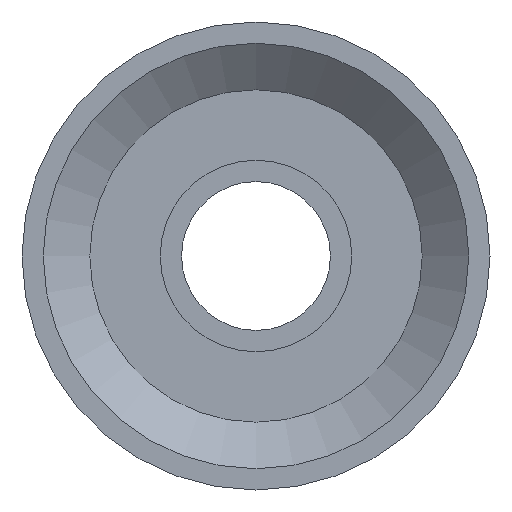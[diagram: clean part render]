
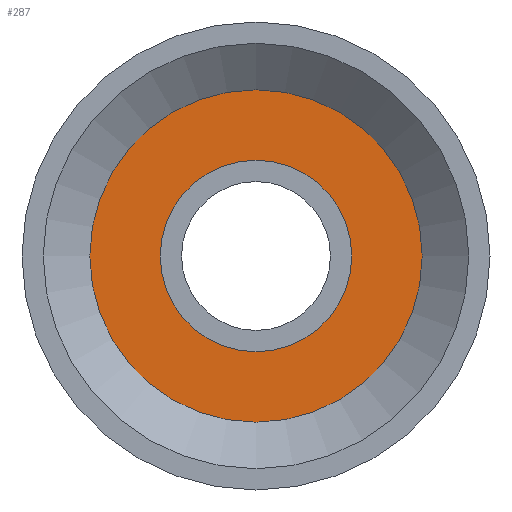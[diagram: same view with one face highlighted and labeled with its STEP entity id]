
A CAD part, left-side view. The second image highlights one B-rep face of the part: STEP entity #287.
In plain terms, the highlighted planar face has unit normal (-1, 0, 0).
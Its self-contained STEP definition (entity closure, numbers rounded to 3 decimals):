
#16 = EDGE_LOOP ( 'NONE', ( #240 ) ) ;
#50 = VERTEX_POINT ( 'NONE', #295 ) ;
#67 = DIRECTION ( 'NONE',  ( 0., 0., 1. ) ) ;
#74 = DIRECTION ( 'NONE',  ( 0., 0., -1. ) ) ;
#118 = VERTEX_POINT ( 'NONE', #324 ) ;
#136 = PLANE ( 'NONE',  #169 ) ;
#167 = CARTESIAN_POINT ( 'NONE',  ( -1.5, 22.5, 0. ) ) ;
#169 = AXIS2_PLACEMENT_3D ( 'NONE', #167, #257, #74 ) ;
#216 = CIRCLE ( 'NONE', #330, 22.5 ) ;
#232 = FACE_BOUND ( 'NONE', #16, .T. ) ;
#233 = DIRECTION ( 'NONE',  ( -1., 0., 0. ) ) ;
#240 = ORIENTED_EDGE ( 'NONE', *, *, #404, .F. ) ;
#241 = AXIS2_PLACEMENT_3D ( 'NONE', #386, #387, #355 ) ;
#257 = DIRECTION ( 'NONE',  ( 1., 0., 0. ) ) ;
#280 = ORIENTED_EDGE ( 'NONE', *, *, #316, .T. ) ;
#287 = ADVANCED_FACE ( 'NONE', ( #232, #349 ), #136, .F. ) ;
#288 = CARTESIAN_POINT ( 'NONE',  ( -1.5, 0., 0. ) ) ;
#295 = CARTESIAN_POINT ( 'NONE',  ( -1.5, 0., 39.071 ) ) ;
#308 = EDGE_LOOP ( 'NONE', ( #280 ) ) ;
#316 = EDGE_CURVE ( 'NONE', #50, #50, #396, .T. ) ;
#324 = CARTESIAN_POINT ( 'NONE',  ( -1.5, 0., 22.5 ) ) ;
#330 = AXIS2_PLACEMENT_3D ( 'NONE', #288, #233, #67 ) ;
#349 = FACE_OUTER_BOUND ( 'NONE', #308, .T. ) ;
#355 = DIRECTION ( 'NONE',  ( 0., 0., 1. ) ) ;
#386 = CARTESIAN_POINT ( 'NONE',  ( -1.5, 0., 0. ) ) ;
#387 = DIRECTION ( 'NONE',  ( -1., 0., 0. ) ) ;
#396 = CIRCLE ( 'NONE', #241, 39.071 ) ;
#404 = EDGE_CURVE ( 'NONE', #118, #118, #216, .T. ) ;
